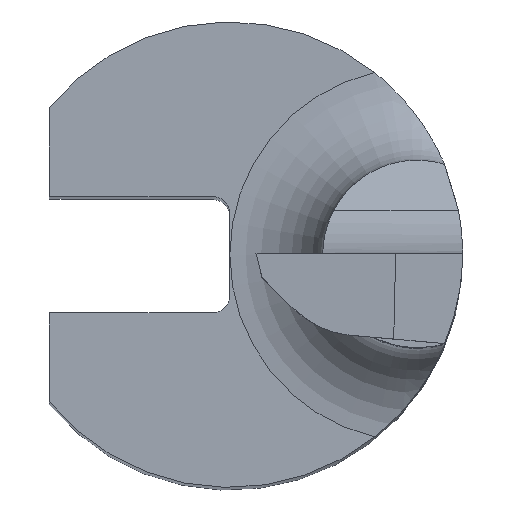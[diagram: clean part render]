
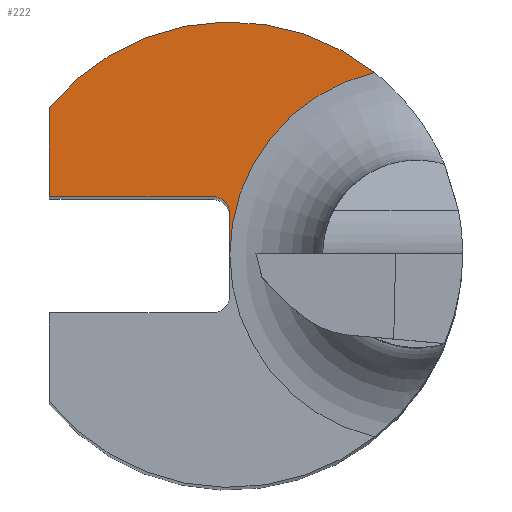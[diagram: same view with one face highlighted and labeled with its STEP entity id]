
A CAD part, top view. The second image highlights one B-rep face of the part: STEP entity #222.
In plain terms, the highlighted planar face has unit normal (0, 0, 1).
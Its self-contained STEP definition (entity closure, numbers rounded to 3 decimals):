
#7 = EDGE_LOOP ( 'NONE', ( #534, #160, #380, #8, #113, #565 ) ) ;
#8 = ORIENTED_EDGE ( 'NONE', *, *, #919, .F. ) ;
#16 = VERTEX_POINT ( 'NONE', #180 ) ;
#17 = EDGE_CURVE ( 'NONE', #660, #959, #185, .T. ) ;
#66 = DIRECTION ( 'NONE',  ( -1., 0., 0. ) ) ;
#90 = AXIS2_PLACEMENT_3D ( 'NONE', #198, #492, #789 ) ;
#113 = ORIENTED_EDGE ( 'NONE', *, *, #655, .T. ) ;
#135 = DIRECTION ( 'NONE',  ( -1., 0., 0. ) ) ;
#150 = DIRECTION ( 'NONE',  ( -1., 0., 0. ) ) ;
#156 = DIRECTION ( 'NONE',  ( 0., 0., 1. ) ) ;
#160 = ORIENTED_EDGE ( 'NONE', *, *, #17, .F. ) ;
#165 = DIRECTION ( 'NONE',  ( 0., 1., 0. ) ) ;
#174 = VECTOR ( 'NONE', #601, 1000. ) ;
#180 = CARTESIAN_POINT ( 'NONE',  ( 1.244, 1.566, 14. ) ) ;
#185 = LINE ( 'NONE', #554, #435 ) ;
#198 = CARTESIAN_POINT ( 'NONE',  ( -0.15, 0.35, 14. ) ) ;
#219 = CARTESIAN_POINT ( 'NONE',  ( 0.402, -0.122, 14. ) ) ;
#222 = ADVANCED_FACE ( 'NONE', ( #402 ), #673, .T. ) ;
#229 = CARTESIAN_POINT ( 'NONE',  ( -0.15, 0.5, 14. ) ) ;
#289 = CARTESIAN_POINT ( 'NONE',  ( -1.55, 1.264, 14. ) ) ;
#297 = DIRECTION ( 'NONE',  ( -1., 0., 0. ) ) ;
#303 = CARTESIAN_POINT ( 'NONE',  ( 0., 0.5, 14. ) ) ;
#337 = EDGE_CURVE ( 'NONE', #16, #650, #686, .T. ) ;
#375 = AXIS2_PLACEMENT_3D ( 'NONE', #219, #732, #297 ) ;
#380 = ORIENTED_EDGE ( 'NONE', *, *, #556, .F. ) ;
#382 = CARTESIAN_POINT ( 'NONE',  ( 1.607, 0., 14. ) ) ;
#402 = FACE_OUTER_BOUND ( 'NONE', #7, .T. ) ;
#418 = AXIS2_PLACEMENT_3D ( 'NONE', #382, #156, #150 ) ;
#430 = CARTESIAN_POINT ( 'NONE',  ( 0., 0., 14. ) ) ;
#435 = VECTOR ( 'NONE', #165, 1000. ) ;
#464 = EDGE_CURVE ( 'NONE', #959, #16, #782, .T. ) ;
#468 = CARTESIAN_POINT ( 'NONE',  ( -62.5, 0.5, 14. ) ) ;
#492 = DIRECTION ( 'NONE',  ( 0., 0., 1. ) ) ;
#534 = ORIENTED_EDGE ( 'NONE', *, *, #464, .F. ) ;
#545 = CARTESIAN_POINT ( 'NONE',  ( 0., 0.35, 14. ) ) ;
#554 = CARTESIAN_POINT ( 'NONE',  ( -1.55, 1.264, 14. ) ) ;
#556 = EDGE_CURVE ( 'NONE', #622, #660, #866, .T. ) ;
#565 = ORIENTED_EDGE ( 'NONE', *, *, #337, .F. ) ;
#591 = AXIS2_PLACEMENT_3D ( 'NONE', #430, #955, #135 ) ;
#601 = DIRECTION ( 'NONE',  ( 0., -1., 0. ) ) ;
#607 = VECTOR ( 'NONE', #66, 1000. ) ;
#622 = VERTEX_POINT ( 'NONE', #229 ) ;
#650 = VERTEX_POINT ( 'NONE', #814 ) ;
#655 = EDGE_CURVE ( 'NONE', #729, #650, #966, .T. ) ;
#660 = VERTEX_POINT ( 'NONE', #923 ) ;
#673 = PLANE ( 'NONE',  #375 ) ;
#686 = CIRCLE ( 'NONE', #418, 1.608 ) ;
#729 = VERTEX_POINT ( 'NONE', #545 ) ;
#732 = DIRECTION ( 'NONE',  ( 0., 0., 1. ) ) ;
#782 = CIRCLE ( 'NONE', #591, 2. ) ;
#789 = DIRECTION ( 'NONE',  ( -1., 0., 0. ) ) ;
#814 = CARTESIAN_POINT ( 'NONE',  ( 0., 0., 14. ) ) ;
#823 = CIRCLE ( 'NONE', #90, 0.15 ) ;
#866 = LINE ( 'NONE', #468, #607 ) ;
#919 = EDGE_CURVE ( 'NONE', #729, #622, #823, .T. ) ;
#923 = CARTESIAN_POINT ( 'NONE',  ( -1.55, 0.5, 14. ) ) ;
#955 = DIRECTION ( 'NONE',  ( 0., 0., -1. ) ) ;
#959 = VERTEX_POINT ( 'NONE', #289 ) ;
#966 = LINE ( 'NONE', #303, #174 ) ;
